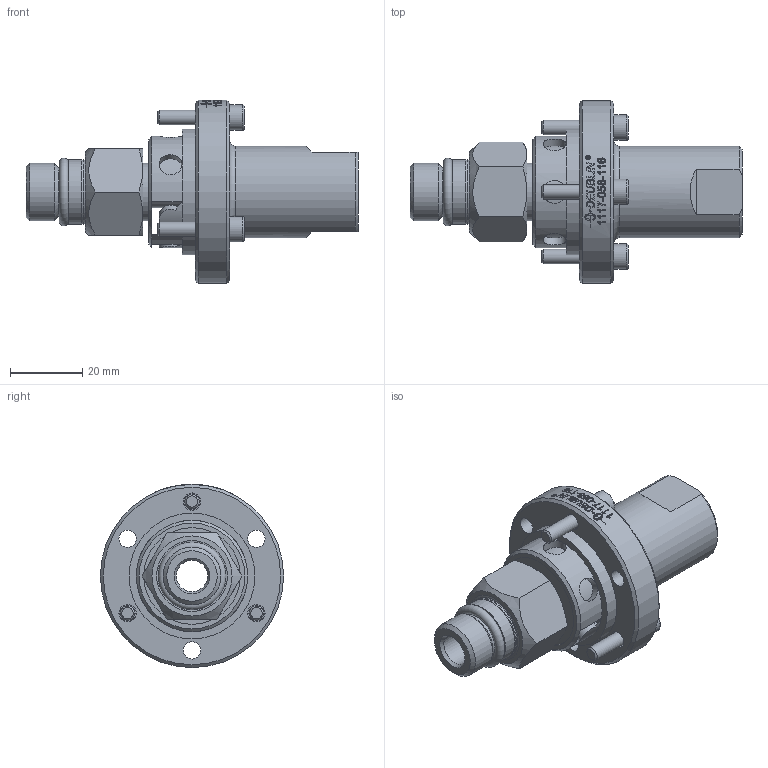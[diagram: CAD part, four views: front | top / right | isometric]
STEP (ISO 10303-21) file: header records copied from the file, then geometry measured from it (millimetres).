
FILE_DESCRIPTION((''),'2;1');
FILE_NAME('1117-058-116-IC.stp','2013-07-30T13:41:15',('cdunkel'),(''),'Autodesk Inventor 2011','Autodesk Inventor 2011','');
FILE_SCHEMA(('AUTOMOTIVE_DESIGN { 1 2 10303 214 0 1 1 1 }'));
Length unit declared in the file: millimetre
Products named in the file (1): 1117-058-116-IC
Bounding box: 92.1 x 50.8 x 50.8 mm (x, y, z)
Volume: 49924.8 mm3; surface area: 17944.9 mm2
Topology: 2 solids, 2 shells, 453 faces, 1184 edges, 777 vertices
Faces by surface type: plane 241, bspline 110, cylinder 73, cone 19, torus 10
Full cylindrical faces by diameter (mm): 4 x3, 4.8 x6, 6.4 x6, 7 x3, 8.7 x1, 13.55 x2, 14.95 x1, 16 x2, 17.793 x1, 17.993 x1, 25.4 x1, 26.8 x1, 30.9 x1, 34.9 x1, 50.8 x1
Entity records: 16293 total; most frequent: CARTESIAN_POINT 5885, ORIENTED_EDGE 2192, DIRECTION 1920, EDGE_CURVE 1096, AXIS2_PLACEMENT_3D 754, VERTEX_POINT 752, EDGE_LOOP 570, FACE_OUTER_BOUND 453
